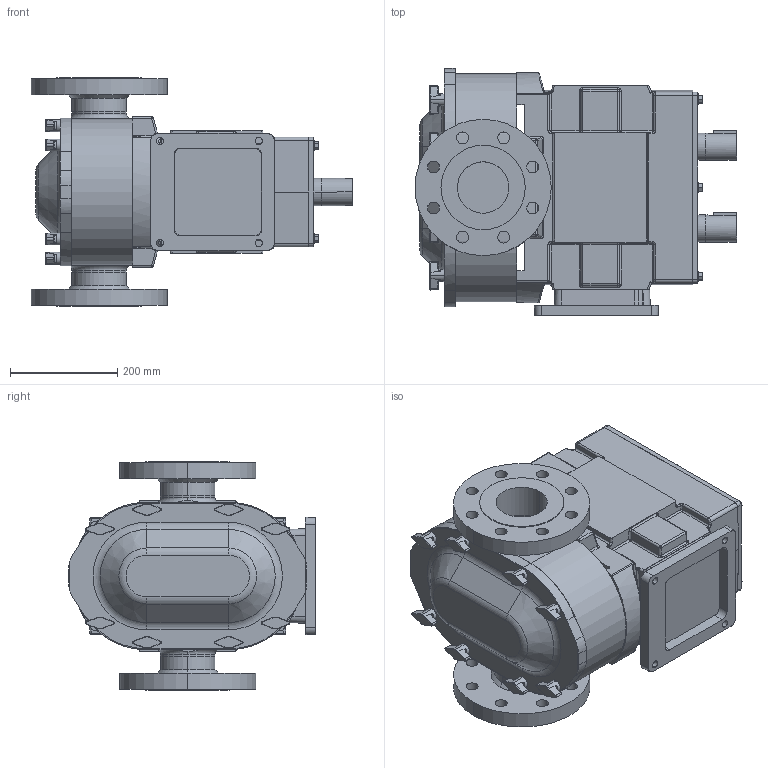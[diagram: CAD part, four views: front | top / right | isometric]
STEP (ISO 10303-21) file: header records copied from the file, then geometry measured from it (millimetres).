
FILE_DESCRIPTION (( 'STEP AP214' ), '1' );
FILE_NAME ('TRA10-2200-023.STEP', '2024-05-23T15:01:08', ( '' ), ( '' ), 'SwSTEP 2.0', 'SolidWorks 2023', '' );
FILE_SCHEMA (( 'AUTOMOTIVE_DESIGN' ));
Length unit declared in the file: inch
Products named in the file (5): TRA10-2200-023; TRA10-2200-COVER-STD; TRA10-2200-BODY; TRA10-2200-GEARBOX-H; 2200FLG300-40
Assembly tree (5 placements, depth 2):
  TRA10-2200-023
    TRA10-2200-GEARBOX-H
    TRA10-2200-BODY
    TRA10-2200-COVER-STD
    2200FLG300-40  x2
Bounding box: 600.35 x 460.38 x 425.45 mm (x, y, z)
Volume: 45408629.3 mm3; surface area: 1667659.9 mm2
Topology: 5 solids, 5 shells, 950 faces, 2310 edges, 1402 vertices
Faces by surface type: cylinder 376, plane 266, bspline 118, torus 92, cone 62, sphere 36
Entity records: 34966 total; most frequent: CARTESIAN_POINT 14498, ORIENTED_EDGE 4468, DIRECTION 4052, EDGE_CURVE 2234, AXIS2_PLACEMENT_3D 1572, VERTEX_POINT 1352, EDGE_LOOP 976, ADVANCED_FACE 920
